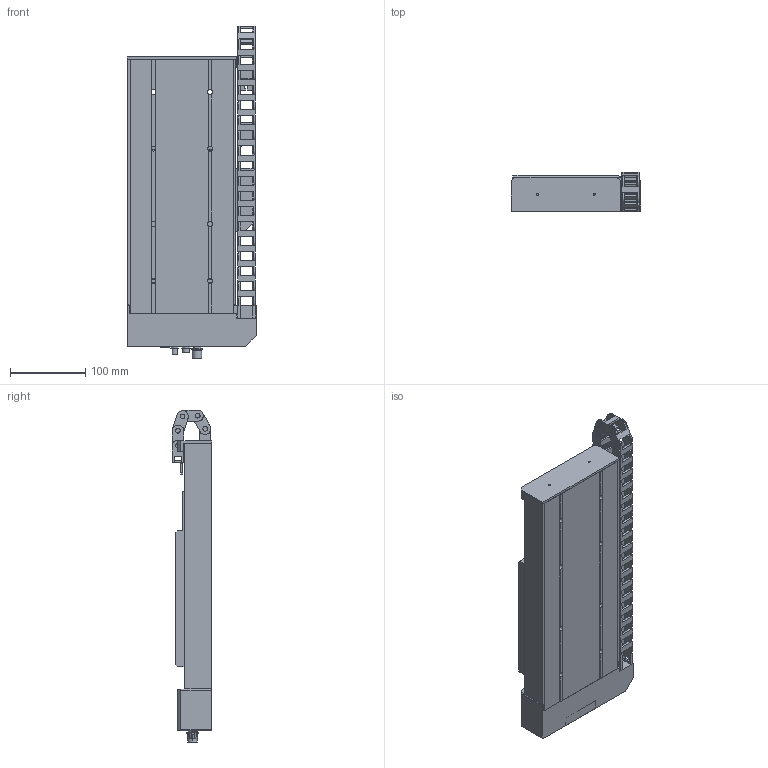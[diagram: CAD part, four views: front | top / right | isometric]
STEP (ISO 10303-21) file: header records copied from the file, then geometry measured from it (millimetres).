
FILE_DESCRIPTION (( 'STEP AP203' ), '1' );
FILE_NAME ('X-LDQ0075C-AE53D12.step', '2023-10-06T19:22:39', ( '' ), ( '' ), 'SwSTEP 2.0', 'SolidWorks 2019', '' );
FILE_SCHEMA (( 'CONFIG_CONTROL_DESIGN' ));
Length unit declared in the file: millimetre
Products named in the file (7): LDQ_cable_end^LDQ_cable_LDQ_bore; LDQ_base^LDQ_X-LDQ0075; X-LDQ0075C-AE53D12; LDQ_cable_link^LDQ_cable_LDQ; LDQ_cable_end^LDQ_cable_LDQ_pin; LDQ_carriage^LDQ; LDQ_cable^LDQ_LDQ0075
Assembly tree (26 placements, depth 3):
  X-LDQ0075C-AE53D12
    LDQ_base^LDQ_X-LDQ0075
    LDQ_carriage^LDQ
    LDQ_cable^LDQ_LDQ0075
      LDQ_cable_end^LDQ_cable_LDQ_bore
      LDQ_cable_end^LDQ_cable_LDQ_pin
      LDQ_cable_link^LDQ_cable_LDQ  x21
Bounding box: 171 x 52.3 x 439.85 mm (x, y, z)
Volume: 1823614.7 mm3; surface area: 510269.8 mm2
Topology: 84 solids, 84 shells, 2219 faces, 5656 edges, 3730 vertices
Faces by surface type: plane 1362, cylinder 845, cone 12
Entity records: 38773 total; most frequent: CARTESIAN_POINT 6587, DIRECTION 6474, ORIENTED_EDGE 6176, EDGE_CURVE 3088, VECTOR 2280, LINE 2280, AXIS2_PLACEMENT_3D 2097, VERTEX_POINT 2050
